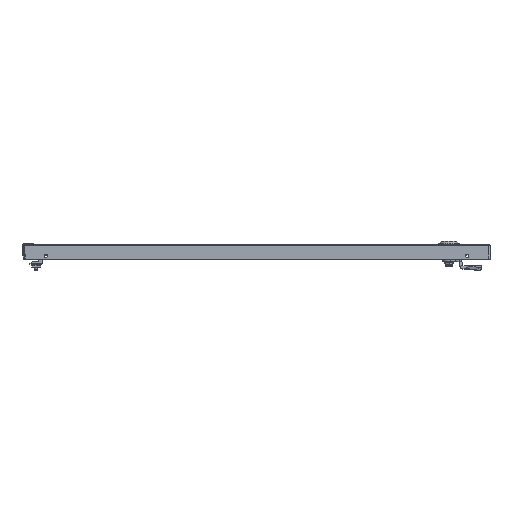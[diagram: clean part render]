
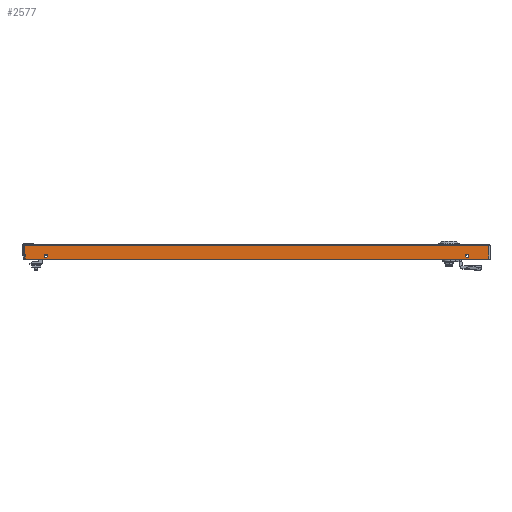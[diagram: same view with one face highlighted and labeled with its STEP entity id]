
A CAD part, top view. The second image highlights one B-rep face of the part: STEP entity #2577.
In plain terms, the highlighted planar face has unit normal (0, 0, 1).
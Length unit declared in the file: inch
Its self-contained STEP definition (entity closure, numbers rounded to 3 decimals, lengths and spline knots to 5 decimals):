
#196 = CARTESIAN_POINT ( 'NONE',  ( 11.5625, 0.18669, 10.75 ) ) ;
#1503 = FACE_OUTER_BOUND ( 'NONE', #11358, .T. ) ;
#2577 = ADVANCED_FACE ( 'NONE', ( #13412, #52889, #1503 ), #32848, .T. ) ;
#2924 = LINE ( 'NONE', #72926, #83058 ) ;
#4166 = ORIENTED_EDGE ( 'NONE', *, *, #78482, .T. ) ;
#4178 = DIRECTION ( 'NONE',  ( -1., 0., 0. ) ) ;
#5478 = EDGE_CURVE ( 'NONE', #22637, #34691, #11544, .T. ) ;
#6102 = EDGE_CURVE ( 'NONE', #17206, #17206, #12498, .T. ) ;
#6655 = DIRECTION ( 'NONE',  ( 0., -1., 0. ) ) ;
#7145 = ORIENTED_EDGE ( 'NONE', *, *, #71676, .T. ) ;
#7617 = VECTOR ( 'NONE', #29301, 39.37008 ) ;
#7792 = DIRECTION ( 'NONE',  ( 0., -1., 0. ) ) ;
#8286 = EDGE_CURVE ( 'NONE', #9593, #75795, #69173, .T. ) ;
#8717 = ORIENTED_EDGE ( 'NONE', *, *, #6102, .F. ) ;
#9593 = VERTEX_POINT ( 'NONE', #29432 ) ;
#9796 = CARTESIAN_POINT ( 'NONE',  ( -11.5627, 0.09269, 10.75 ) ) ;
#11358 = EDGE_LOOP ( 'NONE', ( #63726, #68642, #7145, #60782, #4166, #77145 ) ) ;
#11544 = LINE ( 'NONE', #82515, #12009 ) ;
#12009 = VECTOR ( 'NONE', #37337, 39.37008 ) ;
#12498 = CIRCLE ( 'NONE', #57287, 0.094 ) ;
#13372 = EDGE_CURVE ( 'NONE', #16745, #34691, #2924, .T. ) ;
#13412 = FACE_BOUND ( 'NONE', #24414, .T. ) ;
#14220 = CARTESIAN_POINT ( 'NONE',  ( 12.8125, 0.00005, 10.75 ) ) ;
#16232 = LINE ( 'NONE', #54497, #7617 ) ;
#16745 = VERTEX_POINT ( 'NONE', #43101 ) ;
#17206 = VERTEX_POINT ( 'NONE', #65044 ) ;
#22637 = VERTEX_POINT ( 'NONE', #49954 ) ;
#22869 = VERTEX_POINT ( 'NONE', #64149 ) ;
#24148 = DIRECTION ( 'NONE',  ( 0., 0., 1. ) ) ;
#24414 = EDGE_LOOP ( 'NONE', ( #8717 ) ) ;
#24902 = LINE ( 'NONE', #60248, #57600 ) ;
#25597 = DIRECTION ( 'NONE',  ( 0., 0., 1. ) ) ;
#27808 = DIRECTION ( 'NONE',  ( 0., -1., 0. ) ) ;
#29301 = DIRECTION ( 'NONE',  ( 1., 0., 0. ) ) ;
#29337 = CIRCLE ( 'NONE', #59332, 0.094 ) ;
#29432 = CARTESIAN_POINT ( 'NONE',  ( 12.7525, 0.00005, 10.75 ) ) ;
#32848 = PLANE ( 'NONE',  #38477 ) ;
#34691 = VERTEX_POINT ( 'NONE', #79419 ) ;
#35783 = EDGE_CURVE ( 'NONE', #75170, #75170, #29337, .T. ) ;
#36460 = VECTOR ( 'NONE', #4178, 39.37008 ) ;
#36932 = VECTOR ( 'NONE', #82428, 39.37008 ) ;
#37337 = DIRECTION ( 'NONE',  ( -1., 0., 0. ) ) ;
#38477 = AXIS2_PLACEMENT_3D ( 'NONE', #14220, #25597, #6655 ) ;
#42016 = CARTESIAN_POINT ( 'NONE',  ( -11.5627, 0.18669, 10.75 ) ) ;
#43101 = CARTESIAN_POINT ( 'NONE',  ( -12.7527, 0.768, 10.75 ) ) ;
#49234 = ORIENTED_EDGE ( 'NONE', *, *, #35783, .F. ) ;
#49954 = CARTESIAN_POINT ( 'NONE',  ( -12.6877, 0.253, 10.75 ) ) ;
#52889 = FACE_BOUND ( 'NONE', #60687, .T. ) ;
#53448 = CARTESIAN_POINT ( 'NONE',  ( 12.7525, 0.768, 10.75 ) ) ;
#54497 = CARTESIAN_POINT ( 'NONE',  ( 12.8125, 0.00005, 10.75 ) ) ;
#57287 = AXIS2_PLACEMENT_3D ( 'NONE', #196, #64696, #7792 ) ;
#57600 = VECTOR ( 'NONE', #66944, 39.37008 ) ;
#59332 = AXIS2_PLACEMENT_3D ( 'NONE', #42016, #24148, #68373 ) ;
#60248 = CARTESIAN_POINT ( 'NONE',  ( -12.6877, 0.00005, 10.75 ) ) ;
#60687 = EDGE_LOOP ( 'NONE', ( #49234 ) ) ;
#60782 = ORIENTED_EDGE ( 'NONE', *, *, #8286, .T. ) ;
#62335 = CARTESIAN_POINT ( 'NONE',  ( 12.8125, 0.768, 10.75 ) ) ;
#63726 = ORIENTED_EDGE ( 'NONE', *, *, #5478, .F. ) ;
#64117 = CARTESIAN_POINT ( 'NONE',  ( 12.7525, 0.00005, 10.75 ) ) ;
#64149 = CARTESIAN_POINT ( 'NONE',  ( -12.6877, 0.00005, 10.75 ) ) ;
#64696 = DIRECTION ( 'NONE',  ( 0., 0., 1. ) ) ;
#65044 = CARTESIAN_POINT ( 'NONE',  ( 11.5625, 0.09269, 10.75 ) ) ;
#66944 = DIRECTION ( 'NONE',  ( 0., -1., 0. ) ) ;
#68373 = DIRECTION ( 'NONE',  ( 0., -1., 0. ) ) ;
#68642 = ORIENTED_EDGE ( 'NONE', *, *, #74432, .T. ) ;
#69173 = LINE ( 'NONE', #64117, #36932 ) ;
#71676 = EDGE_CURVE ( 'NONE', #22869, #9593, #16232, .T. ) ;
#72926 = CARTESIAN_POINT ( 'NONE',  ( -12.7527, 0.00005, 10.75 ) ) ;
#74432 = EDGE_CURVE ( 'NONE', #22637, #22869, #24902, .T. ) ;
#75057 = LINE ( 'NONE', #62335, #36460 ) ;
#75170 = VERTEX_POINT ( 'NONE', #9796 ) ;
#75795 = VERTEX_POINT ( 'NONE', #53448 ) ;
#77145 = ORIENTED_EDGE ( 'NONE', *, *, #13372, .T. ) ;
#78482 = EDGE_CURVE ( 'NONE', #75795, #16745, #75057, .T. ) ;
#79419 = CARTESIAN_POINT ( 'NONE',  ( -12.7527, 0.253, 10.75 ) ) ;
#82428 = DIRECTION ( 'NONE',  ( 0., 1., 0. ) ) ;
#82515 = CARTESIAN_POINT ( 'NONE',  ( 12.8125, 0.253, 10.75 ) ) ;
#83058 = VECTOR ( 'NONE', #27808, 39.37008 ) ;
